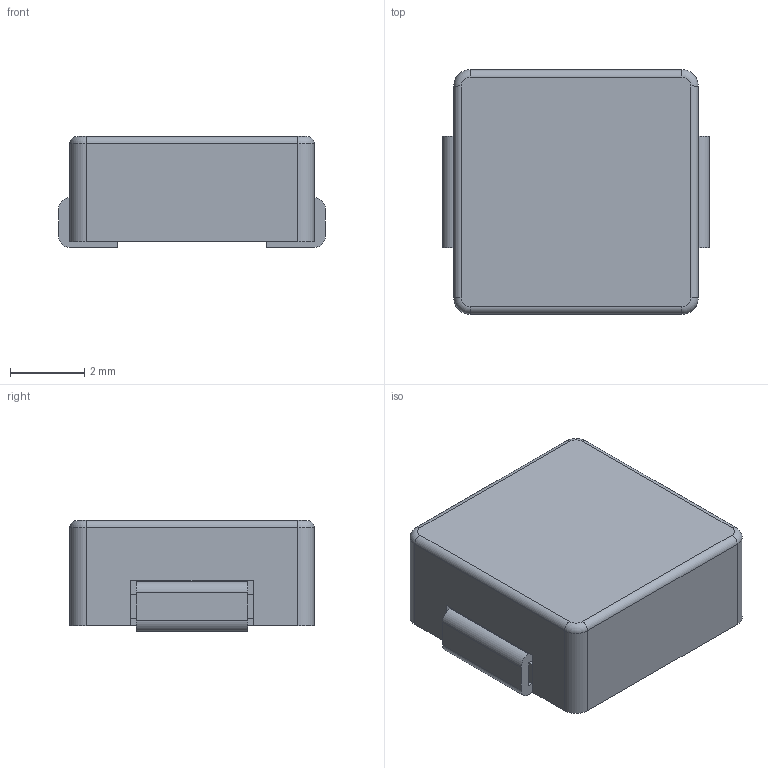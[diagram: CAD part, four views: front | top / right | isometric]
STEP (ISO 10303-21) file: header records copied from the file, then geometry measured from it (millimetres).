
FILE_DESCRIPTION (( 'STEP AP214' ), '1' );
FILE_NAME ('IND-SMD_L7.2-W6.6-H3.0_GPSR0730.step', '2022-07-09T00:49:31', ( '' ), ( '' ), 'SwSTEP 2.0', 'SolidWorks 2020', '' );
FILE_SCHEMA (( 'AUTOMOTIVE_DESIGN' ));
Length unit declared in the file: millimetre
Products named in the file (1): IND-SMD_L7.2-W6.6-H3.0_GPSR0730
Bounding box: 7.2 x 6.6 x 3 mm (x, y, z)
Volume: 124.2 mm3; surface area: 237.1 mm2
Topology: 3 solids, 3 shells, 341 faces, 919 edges, 610 vertices
Faces by surface type: plane 213, bspline 112, cylinder 12, torus 4
Entity records: 14965 total; most frequent: CARTESIAN_POINT 3975, ORIENTED_EDGE 1838, DIRECTION 1179, EDGE_CURVE 919, VECTOR 663, LINE 663, VERTEX_POINT 610, EDGE_LOOP 367
